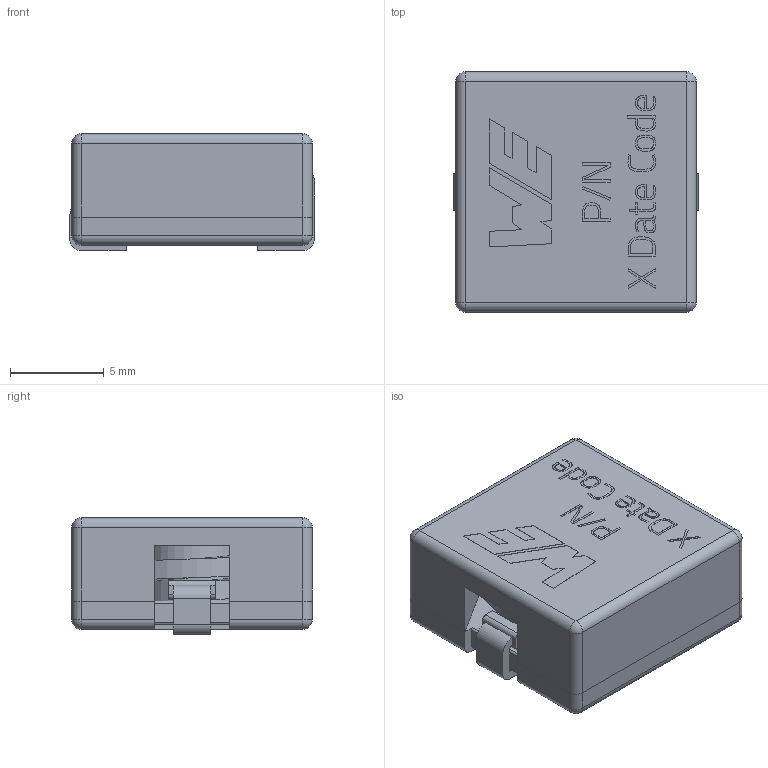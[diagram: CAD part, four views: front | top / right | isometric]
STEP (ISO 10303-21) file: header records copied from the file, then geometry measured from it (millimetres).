
FILE_DESCRIPTION(/* description */ ('Unknown'),/* implementation_level */ '2;1');
FILE_NAME(/* name */ '7443551xxx',/* time_stamp */ '2024-05-13T16:12:27+02:00',/* author */ ('Unknown'),/* organization */ ('Unknown'),/* preprocessor_version */ 'ST-DEVELOPER v16.7',/* originating_system */ 'Solid Edge',/* authorisation */ 'Unknown');
FILE_SCHEMA (('AUTOMOTIVE_DESIGN {1 0 10303 214 3 1 1}'));
Length unit declared in the file: millimetre
Products named in the file (3): 7443551x; Boden; Deckel
Assembly tree (2 placements, depth 2):
  7443551x
    Boden
    Deckel
Bounding box: 13 x 12.8 x 6.2 mm (x, y, z)
Volume: 842.1 mm3; surface area: 1386.5 mm2
Topology: 3 solids, 3 shells, 246 faces, 623 edges, 398 vertices
Faces by surface type: plane 163, cylinder 39, bspline 36, sphere 8
Full cylindrical faces by diameter (mm): 5.2 x1
Entity records: 9914 total; most frequent: CARTESIAN_POINT 2971, ORIENTED_EDGE 1224, DIRECTION 916, EDGE_CURVE 612, VERTEX_POINT 398, LINE 330, VECTOR 330, AXIS2_PLACEMENT_3D 293
